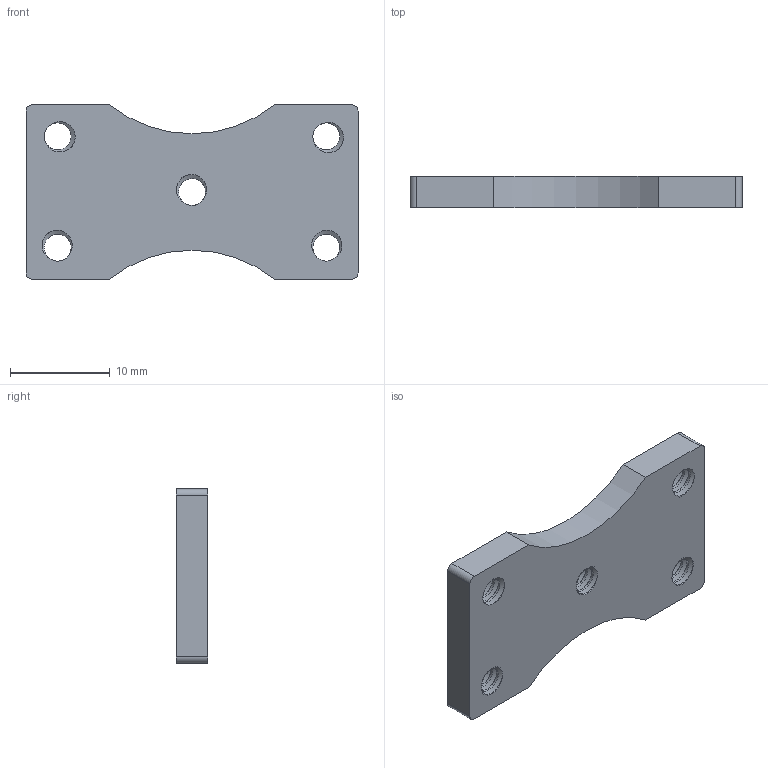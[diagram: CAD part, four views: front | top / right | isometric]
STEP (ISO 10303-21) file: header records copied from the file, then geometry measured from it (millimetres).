
FILE_DESCRIPTION (( 'STEP AP203' ), '1' );
FILE_NAME ('545532.STEP', '2016-08-17T17:00:28', ( '' ), ( '' ), 'SwSTEP 2.0', 'SolidWorks 2014', '' );
FILE_SCHEMA (( 'CONFIG_CONTROL_DESIGN' ));
Length unit declared in the file: inch
Products named in the file (1): 545532
Bounding box: 33.29 x 3.17 x 17.51 mm (x, y, z)
Volume: 1524.3 mm3; surface area: 1529.9 mm2
Topology: 1 solids, 1 shells, 118 faces, 348 edges, 232 vertices
Faces by surface type: cylinder 100, bspline 10, plane 8
Entity records: 9533 total; most frequent: CARTESIAN_POINT 6861, ORIENTED_EDGE 696, DIRECTION 406, EDGE_CURVE 348, VERTEX_POINT 232, AXIS2_PLACEMENT_3D 149, EDGE_LOOP 128, FACE_OUTER_BOUND 118
